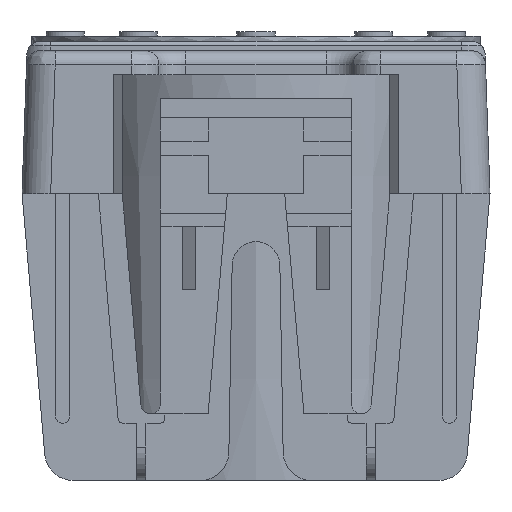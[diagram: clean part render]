
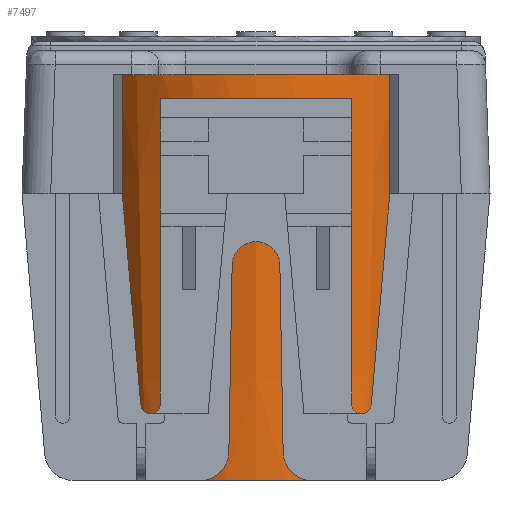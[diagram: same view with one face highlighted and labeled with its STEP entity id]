
A CAD part, left-side view. The second image highlights one B-rep face of the part: STEP entity #7497.
In plain terms, the highlighted conical face has half-angle 2 degrees and reference radius 19.6 mm.
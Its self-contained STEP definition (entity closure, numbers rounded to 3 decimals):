
#20=CONICAL_SURFACE('',#7999,19.6,0.035);
#224=CIRCLE('',#7982,17.994);
#232=CIRCLE('',#8000,19.478);
#598=FACE_OUTER_BOUND('',#1017,.T.);
#1017=EDGE_LOOP('',(#5614,#5615,#5616,#5617));
#1510=LINE('',#11892,#2354);
#2354=VECTOR('',#9011,19.6);
#3258=VERTEX_POINT('',#11861);
#3263=VERTEX_POINT('',#11891);
#4117=EDGE_CURVE('',#3258,#3258,#224,.T.);
#4130=EDGE_CURVE('',#3258,#3263,#1510,.T.);
#4131=EDGE_CURVE('',#3263,#3263,#232,.T.);
#5614=ORIENTED_EDGE('',*,*,#4117,.T.);
#5615=ORIENTED_EDGE('',*,*,#4130,.T.);
#5616=ORIENTED_EDGE('',*,*,#4131,.F.);
#5617=ORIENTED_EDGE('',*,*,#4130,.F.);
#7497=ADVANCED_FACE('',(#598),#20,.T.);
#7982=AXIS2_PLACEMENT_3D('',#11862,#8971,#8972);
#7999=AXIS2_PLACEMENT_3D('',#11890,#9009,#9010);
#8000=AXIS2_PLACEMENT_3D('',#11893,#9012,#9013);
#8971=DIRECTION('center_axis',(0.,0.,1.));
#8972=DIRECTION('ref_axis',(-1.,0.,0.));
#9009=DIRECTION('center_axis',(0.,0.,1.));
#9010=DIRECTION('ref_axis',(-1.,0.,0.));
#9011=DIRECTION('',(0.035,0.,0.999));
#9012=DIRECTION('center_axis',(0.,0.,1.));
#9013=DIRECTION('ref_axis',(-1.,0.,0.));
#11861=CARTESIAN_POINT('',(17.994,0.,-42.5));
#11862=CARTESIAN_POINT('Origin',(0.,0.,-42.5));
#11890=CARTESIAN_POINT('Origin',(0.,0.,3.5));
#11891=CARTESIAN_POINT('',(19.478,0.,0.));
#11892=CARTESIAN_POINT('',(19.6,0.,3.5));
#11893=CARTESIAN_POINT('Origin',(0.,0.,0.));
